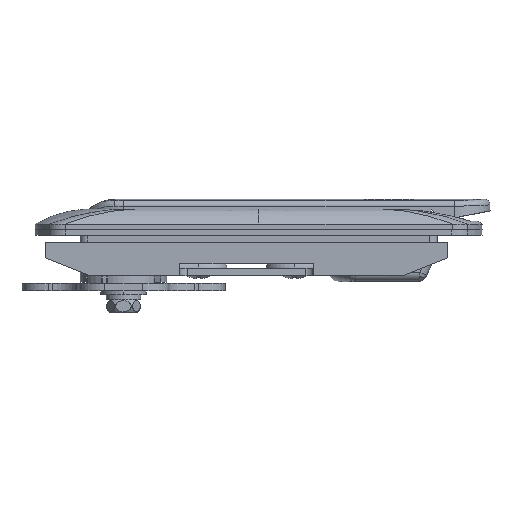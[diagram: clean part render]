
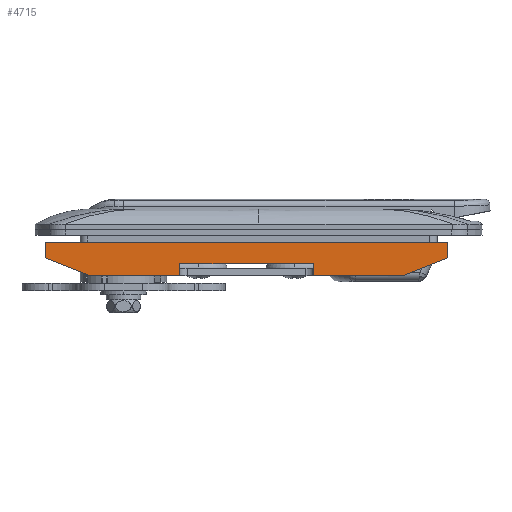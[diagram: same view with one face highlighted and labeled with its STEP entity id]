
A CAD part, left-side view. The second image highlights one B-rep face of the part: STEP entity #4715.
In plain terms, the highlighted face is planar.
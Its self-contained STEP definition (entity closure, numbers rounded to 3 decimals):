
#97 = DIRECTION ( 'NONE',  ( 0.928, 0.371, 0. ) ) ;
#686 = VERTEX_POINT ( 'NONE', #16164 ) ;
#822 = EDGE_CURVE ( 'NONE', #8558, #6215, #6067, .T. ) ;
#1036 = CARTESIAN_POINT ( 'NONE',  ( -17.75, 8.8, -14. ) ) ;
#1040 = CARTESIAN_POINT ( 'NONE',  ( 53.5, 4., -14. ) ) ;
#1117 = DIRECTION ( 'NONE',  ( -1., 0., 0. ) ) ;
#1801 = VERTEX_POINT ( 'NONE', #3179 ) ;
#1839 = EDGE_CURVE ( 'NONE', #8558, #14558, #7015, .T. ) ;
#2026 = CARTESIAN_POINT ( 'NONE',  ( 41.5, 8.8, -14. ) ) ;
#2029 = VECTOR ( 'NONE', #5778, 1000. ) ;
#2325 = VECTOR ( 'NONE', #1117, 1000. ) ;
#2686 = LINE ( 'NONE', #6713, #2875 ) ;
#2692 = CARTESIAN_POINT ( 'NONE',  ( 53.5, 0., -14. ) ) ;
#2852 = VECTOR ( 'NONE', #97, 1000. ) ;
#2875 = VECTOR ( 'NONE', #13684, 1000. ) ;
#3125 = LINE ( 'NONE', #11995, #16121 ) ;
#3179 = CARTESIAN_POINT ( 'NONE',  ( -53.5, 4., -14. ) ) ;
#3800 = ORIENTED_EDGE ( 'NONE', *, *, #15175, .F. ) ;
#3895 = DIRECTION ( 'NONE',  ( 0., 0., 1. ) ) ;
#3931 = DIRECTION ( 'NONE',  ( 1., 0., 0. ) ) ;
#4007 = LINE ( 'NONE', #15139, #6948 ) ;
#4034 = AXIS2_PLACEMENT_3D ( 'NONE', #11349, #3895, #5091 ) ;
#4260 = VECTOR ( 'NONE', #5112, 1000. ) ;
#4715 = ADVANCED_FACE ( 'NONE', ( #15694 ), #7478, .F. ) ;
#4717 = CARTESIAN_POINT ( 'NONE',  ( -17.75, 5.5, -14. ) ) ;
#4883 = ORIENTED_EDGE ( 'NONE', *, *, #15819, .T. ) ;
#5010 = VECTOR ( 'NONE', #9020, 1000. ) ;
#5091 = DIRECTION ( 'NONE',  ( 0., -1., 0. ) ) ;
#5112 = DIRECTION ( 'NONE',  ( 0., 1., 0. ) ) ;
#5128 = VERTEX_POINT ( 'NONE', #16312 ) ;
#5755 = ORIENTED_EDGE ( 'NONE', *, *, #9651, .T. ) ;
#5778 = DIRECTION ( 'NONE',  ( -1., 0., 0. ) ) ;
#5835 = VECTOR ( 'NONE', #7479, 1000. ) ;
#6067 = LINE ( 'NONE', #9893, #2325 ) ;
#6215 = VERTEX_POINT ( 'NONE', #16049 ) ;
#6713 = CARTESIAN_POINT ( 'NONE',  ( 53.5, 5.5, -14. ) ) ;
#6948 = VECTOR ( 'NONE', #3931, 1000. ) ;
#7015 = LINE ( 'NONE', #7038, #5835 ) ;
#7016 = DIRECTION ( 'NONE',  ( -0.928, 0.371, 0. ) ) ;
#7038 = CARTESIAN_POINT ( 'NONE',  ( -17.75, 0., -14. ) ) ;
#7051 = LINE ( 'NONE', #11209, #15499 ) ;
#7436 = VERTEX_POINT ( 'NONE', #12476 ) ;
#7478 = PLANE ( 'NONE',  #4034 ) ;
#7479 = DIRECTION ( 'NONE',  ( 0., -1., 0. ) ) ;
#7690 = CARTESIAN_POINT ( 'NONE',  ( 37.362, 40.345, -14. ) ) ;
#7862 = EDGE_CURVE ( 'NONE', #14558, #15309, #2686, .T. ) ;
#8558 = VERTEX_POINT ( 'NONE', #1036 ) ;
#8738 = ORIENTED_EDGE ( 'NONE', *, *, #822, .F. ) ;
#9020 = DIRECTION ( 'NONE',  ( 0., 1., 0. ) ) ;
#9166 = ORIENTED_EDGE ( 'NONE', *, *, #7862, .T. ) ;
#9282 = EDGE_CURVE ( 'NONE', #686, #7436, #14837, .T. ) ;
#9516 = ORIENTED_EDGE ( 'NONE', *, *, #13415, .F. ) ;
#9651 = EDGE_CURVE ( 'NONE', #5128, #9913, #4007, .T. ) ;
#9893 = CARTESIAN_POINT ( 'NONE',  ( 53.5, 8.8, -14. ) ) ;
#9913 = VERTEX_POINT ( 'NONE', #2026 ) ;
#10724 = VERTEX_POINT ( 'NONE', #1040 ) ;
#10742 = EDGE_LOOP ( 'NONE', ( #9166, #12957, #5755, #9516, #3800, #10940, #4883, #13564, #8738, #11197 ) ) ;
#10940 = ORIENTED_EDGE ( 'NONE', *, *, #9282, .T. ) ;
#11197 = ORIENTED_EDGE ( 'NONE', *, *, #1839, .T. ) ;
#11209 = CARTESIAN_POINT ( 'NONE',  ( 17.75, 0., -14. ) ) ;
#11349 = CARTESIAN_POINT ( 'NONE',  ( 53.5, 0., -14. ) ) ;
#11399 = CARTESIAN_POINT ( 'NONE',  ( -53.5, 0., -14. ) ) ;
#11995 = CARTESIAN_POINT ( 'NONE',  ( -37.362, 40.345, -14. ) ) ;
#12476 = CARTESIAN_POINT ( 'NONE',  ( -53.5, 0., -14. ) ) ;
#12698 = LINE ( 'NONE', #2692, #4260 ) ;
#12957 = ORIENTED_EDGE ( 'NONE', *, *, #14187, .F. ) ;
#13415 = EDGE_CURVE ( 'NONE', #10724, #9913, #3125, .T. ) ;
#13564 = ORIENTED_EDGE ( 'NONE', *, *, #15934, .T. ) ;
#13684 = DIRECTION ( 'NONE',  ( 1., 0., 0. ) ) ;
#14187 = EDGE_CURVE ( 'NONE', #5128, #15309, #7051, .T. ) ;
#14263 = LINE ( 'NONE', #7690, #2852 ) ;
#14558 = VERTEX_POINT ( 'NONE', #4717 ) ;
#14620 = CARTESIAN_POINT ( 'NONE',  ( 53.5, 0., -14. ) ) ;
#14656 = LINE ( 'NONE', #11399, #5010 ) ;
#14837 = LINE ( 'NONE', #14620, #2029 ) ;
#15139 = CARTESIAN_POINT ( 'NONE',  ( -53.5, 8.8, -14. ) ) ;
#15173 = DIRECTION ( 'NONE',  ( 0., -1., 0. ) ) ;
#15175 = EDGE_CURVE ( 'NONE', #686, #10724, #12698, .T. ) ;
#15309 = VERTEX_POINT ( 'NONE', #15510 ) ;
#15499 = VECTOR ( 'NONE', #15173, 1000. ) ;
#15510 = CARTESIAN_POINT ( 'NONE',  ( 17.75, 5.5, -14. ) ) ;
#15694 = FACE_OUTER_BOUND ( 'NONE', #10742, .T. ) ;
#15819 = EDGE_CURVE ( 'NONE', #7436, #1801, #14656, .T. ) ;
#15934 = EDGE_CURVE ( 'NONE', #1801, #6215, #14263, .T. ) ;
#16049 = CARTESIAN_POINT ( 'NONE',  ( -41.5, 8.8, -14. ) ) ;
#16121 = VECTOR ( 'NONE', #7016, 1000. ) ;
#16164 = CARTESIAN_POINT ( 'NONE',  ( 53.5, 0., -14. ) ) ;
#16312 = CARTESIAN_POINT ( 'NONE',  ( 17.75, 8.8, -14. ) ) ;
